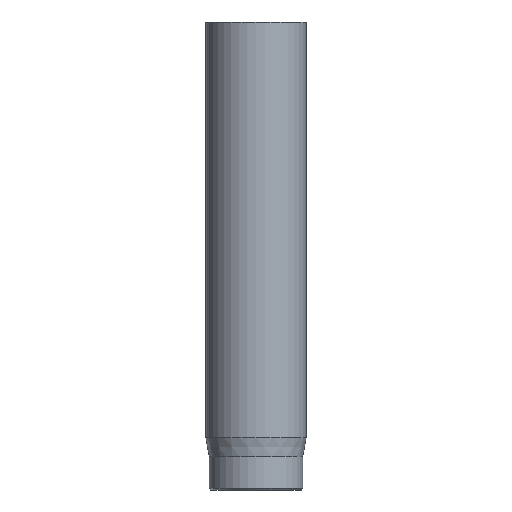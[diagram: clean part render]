
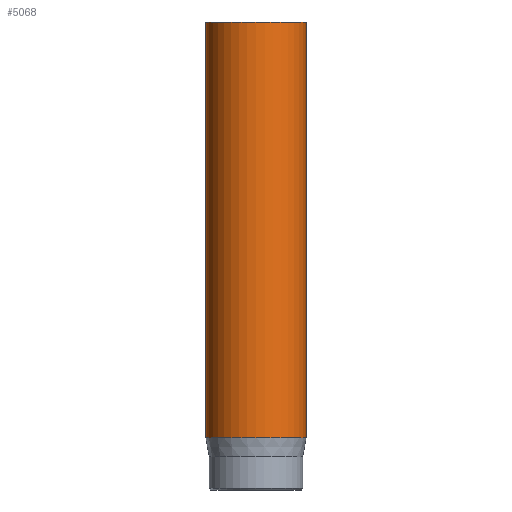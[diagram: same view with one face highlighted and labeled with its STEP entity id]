
A CAD part, front view. The second image highlights one B-rep face of the part: STEP entity #5068.
In plain terms, the highlighted cylindrical face has radius 1.5 mm (diameter 3 mm), a full revolution.
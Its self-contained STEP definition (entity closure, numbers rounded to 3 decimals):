
#42=CYLINDRICAL_SURFACE('',#5270,1.5);
#45=CIRCLE('',#5241,1.5);
#59=CIRCLE('',#5268,1.5);
#60=CIRCLE('',#5269,1.5);
#789=FACE_OUTER_BOUND('',#1084,.T.);
#1084=EDGE_LOOP('',(#4599,#4600,#4601,#4602,#4603));
#1500=LINE('',#9328,#1926);
#1926=VECTOR('',#5949,1.5);
#2411=VERTEX_POINT('',#9274);
#2425=VERTEX_POINT('',#9322);
#2426=VERTEX_POINT('',#9323);
#3134=EDGE_CURVE('',#2411,#2411,#45,.T.);
#3155=EDGE_CURVE('',#2425,#2426,#59,.T.);
#3156=EDGE_CURVE('',#2426,#2425,#60,.T.);
#3158=EDGE_CURVE('',#2411,#2425,#1500,.T.);
#4599=ORIENTED_EDGE('',*,*,#3134,.T.);
#4600=ORIENTED_EDGE('',*,*,#3158,.T.);
#4601=ORIENTED_EDGE('',*,*,#3155,.T.);
#4602=ORIENTED_EDGE('',*,*,#3156,.T.);
#4603=ORIENTED_EDGE('',*,*,#3158,.F.);
#5068=ADVANCED_FACE('',(#789),#42,.T.);
#5241=AXIS2_PLACEMENT_3D('',#9275,#5881,#5882);
#5268=AXIS2_PLACEMENT_3D('',#9324,#5942,#5943);
#5269=AXIS2_PLACEMENT_3D('',#9325,#5944,#5945);
#5270=AXIS2_PLACEMENT_3D('',#9327,#5947,#5948);
#5881=DIRECTION('center_axis',(0.,0.,-1.));
#5882=DIRECTION('ref_axis',(-1.,0.,0.));
#5942=DIRECTION('center_axis',(0.,0.,1.));
#5943=DIRECTION('ref_axis',(-1.,0.,0.));
#5944=DIRECTION('center_axis',(0.,0.,1.));
#5945=DIRECTION('ref_axis',(-1.,0.,0.));
#5947=DIRECTION('center_axis',(0.,0.,1.));
#5948=DIRECTION('ref_axis',(-1.,0.,0.));
#5949=DIRECTION('',(0.,0.,-1.));
#9274=CARTESIAN_POINT('',(1.5,0.,14.));
#9275=CARTESIAN_POINT('Origin',(0.,0.,14.));
#9322=CARTESIAN_POINT('',(1.5,0.,1.567));
#9323=CARTESIAN_POINT('',(-1.5,0.,1.567));
#9324=CARTESIAN_POINT('Origin',(0.,0.,1.567));
#9325=CARTESIAN_POINT('Origin',(0.,0.,1.567));
#9327=CARTESIAN_POINT('Origin',(0.,0.,0.));
#9328=CARTESIAN_POINT('',(1.5,0.,0.));
